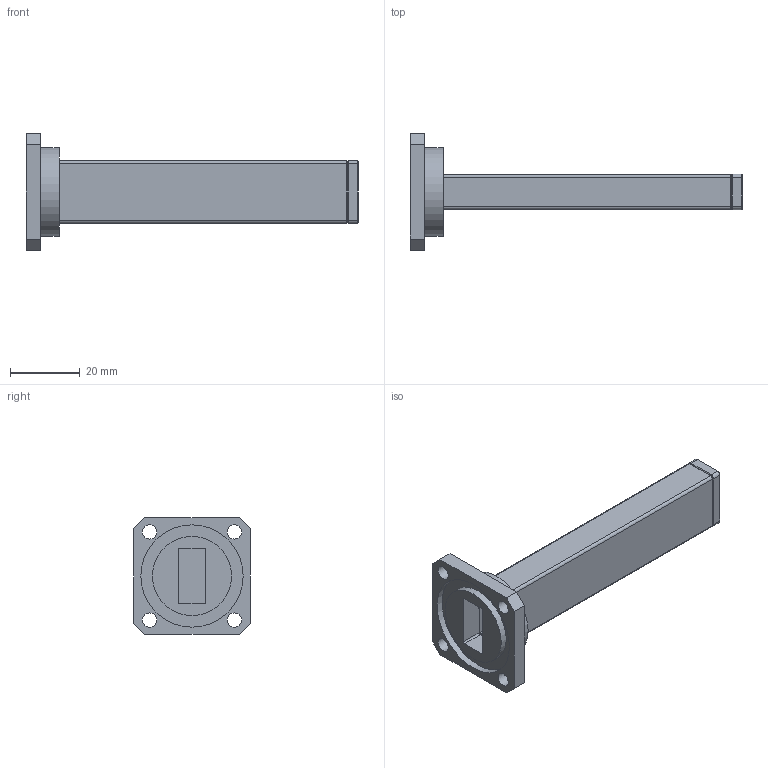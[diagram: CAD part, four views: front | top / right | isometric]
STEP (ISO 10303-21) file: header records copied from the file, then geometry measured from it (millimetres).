
FILE_DESCRIPTION (( 'STEP AP214' ), '1' );
FILE_NAME ('006518.STEP', '2020-11-22T21:49:48', ( '' ), ( '' ), 'SwSTEP 2.0', 'SolidWorks 2019', '' );
FILE_SCHEMA (( 'AUTOMOTIVE_DESIGN' ));
Length unit declared in the file: millimetre
Products named in the file (1): 006518
Bounding box: 95 x 33.3 x 33.3 mm (x, y, z)
Surface area: 12754.6 mm2 (no closed solid volume)
Topology: 0 solids, 4 shells, 88 faces, 227 edges, 146 vertices
Faces by surface type: plane 45, cylinder 27, cone 16
Full cylindrical faces by diameter (mm): 4.085 x4, 22.66 x1, 25.4 x1, 29.26 x1
Entity records: 3552 total; most frequent: DIRECTION 464, CARTESIAN_POINT 447, ORIENTED_EDGE 372, EDGE_CURVE 216, AXIS2_PLACEMENT_3D 159, VECTOR 146, LINE 146, VERTEX_POINT 142
